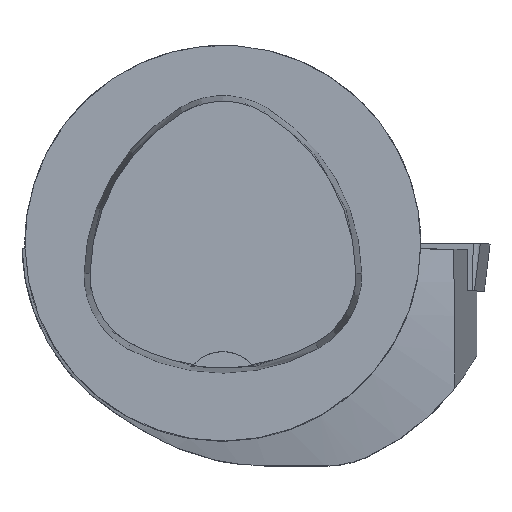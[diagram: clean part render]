
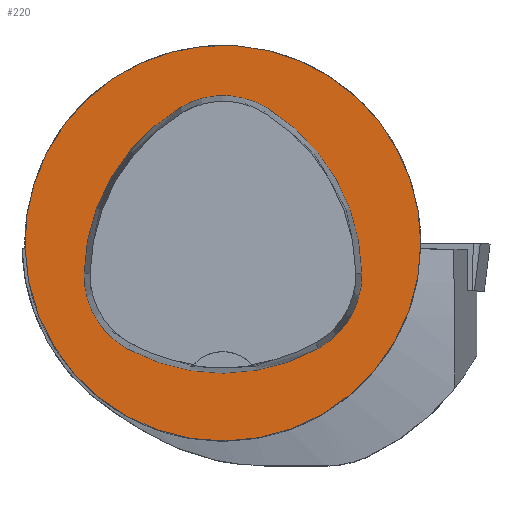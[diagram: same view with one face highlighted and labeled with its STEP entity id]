
A CAD part, top view. The second image highlights one B-rep face of the part: STEP entity #220.
In plain terms, the highlighted planar face has unit normal (0, 0, 1).
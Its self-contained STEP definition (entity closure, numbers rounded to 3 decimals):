
#220=ADVANCED_FACE('',(#434,#435),#264,.T.);
#264=PLANE('',#1248);
#434=FACE_BOUND('',#492,.T.);
#435=FACE_BOUND('',#493,.T.);
#492=EDGE_LOOP('',(#706,#707,#708,#709,#710,#711));
#493=EDGE_LOOP('',(#712));
#706=ORIENTED_EDGE('',*,*,#1018,.F.);
#707=ORIENTED_EDGE('',*,*,#1013,.F.);
#708=ORIENTED_EDGE('',*,*,#1008,.F.);
#709=ORIENTED_EDGE('',*,*,#1005,.F.);
#710=ORIENTED_EDGE('',*,*,#1002,.F.);
#711=ORIENTED_EDGE('',*,*,#998,.F.);
#712=ORIENTED_EDGE('',*,*,#980,.T.);
#864=VERTEX_POINT('',#1897);
#881=VERTEX_POINT('',#1933);
#882=VERTEX_POINT('',#1934);
#885=VERTEX_POINT('',#1942);
#887=VERTEX_POINT('',#1948);
#889=VERTEX_POINT('',#1954);
#893=VERTEX_POINT('',#1967);
#980=EDGE_CURVE('',#864,#864,#1062,.T.);
#998=EDGE_CURVE('',#881,#882,#1063,.T.);
#1002=EDGE_CURVE('',#882,#885,#1065,.T.);
#1005=EDGE_CURVE('',#885,#887,#1067,.T.);
#1008=EDGE_CURVE('',#887,#889,#1069,.T.);
#1013=EDGE_CURVE('',#889,#893,#1072,.T.);
#1018=EDGE_CURVE('',#893,#881,#1075,.T.);
#1062=CIRCLE('',#1215,20.);
#1063=CIRCLE('',#1226,20.);
#1065=CIRCLE('',#1229,8.5);
#1067=CIRCLE('',#1232,20.);
#1069=CIRCLE('',#1235,8.5);
#1072=CIRCLE('',#1239,20.);
#1075=CIRCLE('',#1243,8.5);
#1215=AXIS2_PLACEMENT_3D('',#1896,#1431,#1432);
#1226=AXIS2_PLACEMENT_3D('',#1932,#1461,#1462);
#1229=AXIS2_PLACEMENT_3D('',#1941,#1469,#1470);
#1232=AXIS2_PLACEMENT_3D('',#1947,#1476,#1477);
#1235=AXIS2_PLACEMENT_3D('',#1953,#1483,#1484);
#1239=AXIS2_PLACEMENT_3D('',#1966,#1492,#1493);
#1243=AXIS2_PLACEMENT_3D('',#1979,#1501,#1502);
#1248=AXIS2_PLACEMENT_3D('',#1984,#1511,#1512);
#1431=DIRECTION('',(0.,0.,1.));
#1432=DIRECTION('',(1.,0.,0.));
#1461=DIRECTION('',(0.,0.,1.));
#1462=DIRECTION('',(1.,0.,0.));
#1469=DIRECTION('',(0.,0.,1.));
#1470=DIRECTION('',(1.,0.,0.));
#1476=DIRECTION('',(0.,0.,1.));
#1477=DIRECTION('',(1.,0.,0.));
#1483=DIRECTION('',(0.,0.,1.));
#1484=DIRECTION('',(1.,0.,0.));
#1492=DIRECTION('',(0.,0.,1.));
#1493=DIRECTION('',(1.,0.,0.));
#1501=DIRECTION('',(0.,0.,1.));
#1502=DIRECTION('',(1.,0.,0.));
#1511=DIRECTION('',(0.,0.,1.));
#1512=DIRECTION('',(-1.,0.,0.));
#1896=CARTESIAN_POINT('',(0.,0.,0.));
#1897=CARTESIAN_POINT('',(20.,0.,0.));
#1932=CARTESIAN_POINT('',(-5.955,-3.414,0.));
#1933=CARTESIAN_POINT('',(14.041,-3.042,0.));
#1934=CARTESIAN_POINT('',(4.472,13.653,0.));
#1941=CARTESIAN_POINT('',(0.04,6.4,0.));
#1942=CARTESIAN_POINT('',(-4.347,13.68,0.));
#1947=CARTESIAN_POINT('',(5.976,-3.45,0.));
#1948=CARTESIAN_POINT('',(-14.021,-3.075,0.));
#1953=CARTESIAN_POINT('',(-5.522,-3.235,0.));
#1954=CARTESIAN_POINT('',(-9.588,-10.699,0.));
#1966=CARTESIAN_POINT('',(-0.022,6.864,0.));
#1967=CARTESIAN_POINT('',(9.655,-10.639,0.));
#1979=CARTESIAN_POINT('',(5.543,-3.2,0.));
#1984=CARTESIAN_POINT('',(0.,0.,0.));
